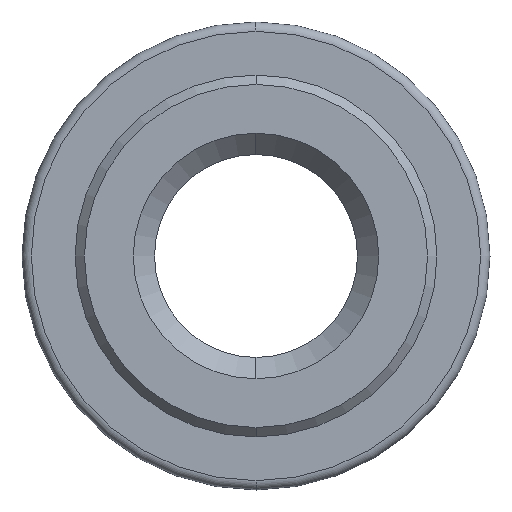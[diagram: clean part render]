
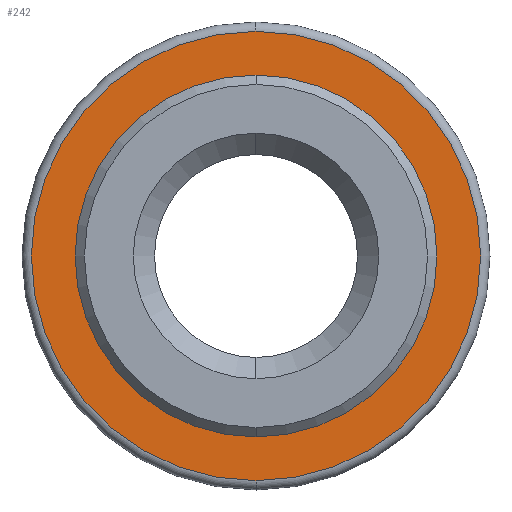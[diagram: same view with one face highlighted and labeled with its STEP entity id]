
A CAD part, left-side view. The second image highlights one B-rep face of the part: STEP entity #242.
In plain terms, the highlighted planar face has unit normal (-1, 0, 0).
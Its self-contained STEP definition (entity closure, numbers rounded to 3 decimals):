
#242=ADVANCED_FACE('',(#615,#616),#617,.T.);
#615=FACE_OUTER_BOUND('',#1134,.T.);
#616=FACE_BOUND('',#1135,.T.);
#617=PLANE('',#1136);
#1134=EDGE_LOOP('',(#1780,#1781));
#1135=EDGE_LOOP('',(#1782,#1783));
#1136=AXIS2_PLACEMENT_3D('',#1784,#1785,#1786);
#1780=ORIENTED_EDGE('',*,*,#3139,.F.);
#1781=ORIENTED_EDGE('',*,*,#3073,.F.);
#1782=ORIENTED_EDGE('',*,*,#3080,.T.);
#1783=ORIENTED_EDGE('',*,*,#3137,.T.);
#1784=CARTESIAN_POINT('',(-3.0,0.,4.034));
#1785=DIRECTION('',(-1.0,0.0,0.));
#1786=DIRECTION('',(0.,0.,-1.0));
#3073=EDGE_CURVE('',#3671,#3673,#3674,.T.);
#3080=EDGE_CURVE('',#3679,#3683,#3685,.T.);
#3137=EDGE_CURVE('',#3683,#3679,#3762,.T.);
#3139=EDGE_CURVE('',#3673,#3671,#3764,.T.);
#3671=VERTEX_POINT('',#4530);
#3673=VERTEX_POINT('',#4532);
#3674=CIRCLE('',#4533,4.574);
#3679=VERTEX_POINT('',#4538);
#3683=VERTEX_POINT('',#4542);
#3685=CIRCLE('',#4544,3.494);
#3762=CIRCLE('',#4635,3.494);
#3764=CIRCLE('',#4637,4.574);
#4530=CARTESIAN_POINT('',(-3.0,0.,-4.574));
#4532=CARTESIAN_POINT('',(-3.0,0.,4.574));
#4533=AXIS2_PLACEMENT_3D('',#5712,#5713,#5714);
#4538=CARTESIAN_POINT('',(-3.0,0.,3.494));
#4542=CARTESIAN_POINT('',(-3.0,0.,-3.494));
#4544=AXIS2_PLACEMENT_3D('',#5730,#5731,#5732);
#4635=AXIS2_PLACEMENT_3D('',#5816,#5817,#5818);
#4637=AXIS2_PLACEMENT_3D('',#5819,#5820,#5821);
#5712=CARTESIAN_POINT('',(-3.0,0.0,0.));
#5713=DIRECTION('',(1.0,0.0,0.));
#5714=DIRECTION('',(0.,0.0,1.0));
#5730=CARTESIAN_POINT('',(-3.0,0.0,0.));
#5731=DIRECTION('',(1.0,0.0,0.));
#5732=DIRECTION('',(0.,0.0,1.0));
#5816=CARTESIAN_POINT('',(-3.0,0.0,0.));
#5817=DIRECTION('',(1.0,0.0,0.));
#5818=DIRECTION('',(0.,0.0,1.0));
#5819=CARTESIAN_POINT('',(-3.0,0.0,0.));
#5820=DIRECTION('',(1.0,0.0,0.));
#5821=DIRECTION('',(0.,0.0,1.0));
